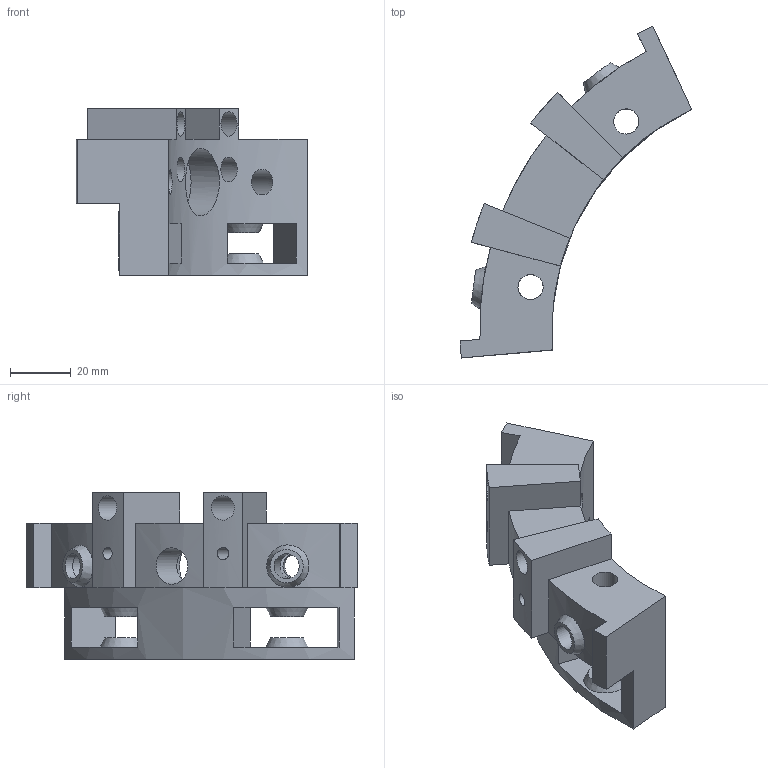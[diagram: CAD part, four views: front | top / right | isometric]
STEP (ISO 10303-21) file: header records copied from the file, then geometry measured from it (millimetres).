
FILE_DESCRIPTION(('STEP AP214'), '1');
FILE_NAME('Carriage (V2.2)', '', ('UNSPECIFIED'), ('UNSPECIFIED'), 'C3D Converter', 'C3D Toolkit', '');
FILE_SCHEMA(('AUTOMOTIVE_DESIGN { 1 0 10303 214 3 1 1}'));
Length unit declared in the file: millimetre
Bounding box: 76.25 x 109.28 x 54.8 mm (x, y, z)
Volume: 82187.8 mm3; surface area: 27564.7 mm2
Topology: 1 solids, 1 shells, 69 faces, 212 edges, 155 vertices
Faces by surface type: plane 36, cylinder 27, cone 6
Full cylindrical faces by diameter (mm): 4 x2, 8 x2, 8.2 x2, 8.3 x6, 12 x1, 22.3 x1
Entity records: 4739 total; most frequent: CARTESIAN_POINT 2941, DIRECTION 333, ORIENTED_EDGE 316, EDGE_CURVE 158, AXIS2_PLACEMENT_3D 134, EDGE_LOOP 127, VERTEX_POINT 119, FACE_BOUND 90
